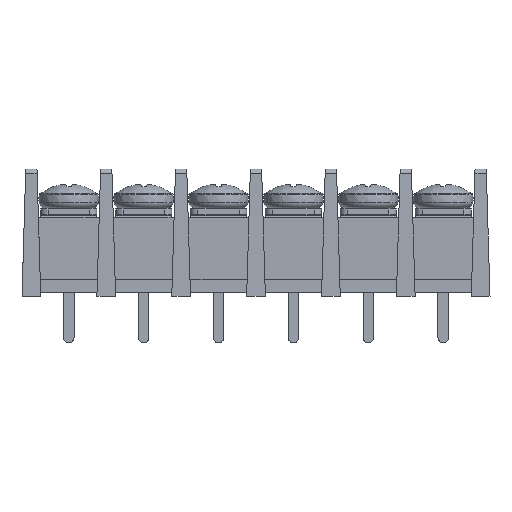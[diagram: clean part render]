
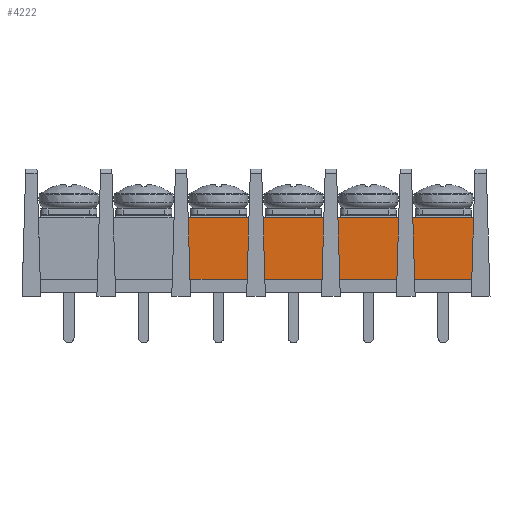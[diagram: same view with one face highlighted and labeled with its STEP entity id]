
A CAD part, front view. The second image highlights one B-rep face of the part: STEP entity #4222.
In plain terms, the highlighted planar face has unit normal (0, -1, 0).
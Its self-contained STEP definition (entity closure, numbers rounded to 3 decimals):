
#525=FACE_OUTER_BOUND('',#767,.T.);
#767=EDGE_LOOP('',(#3107,#3108,#3109,#3110));
#1089=LINE('',#7280,#1487);
#1102=LINE('',#7307,#1500);
#1103=LINE('',#7309,#1501);
#1104=LINE('',#7310,#1502);
#1487=VECTOR('',#5042,10.);
#1500=VECTOR('',#5063,10.);
#1501=VECTOR('',#5064,10.);
#1502=VECTOR('',#5065,10.);
#1876=VERTEX_POINT('',#7276);
#1878=VERTEX_POINT('',#7279);
#1888=VERTEX_POINT('',#7306);
#1889=VERTEX_POINT('',#7308);
#2346=EDGE_CURVE('',#1876,#1878,#1089,.T.);
#2359=EDGE_CURVE('',#1888,#1876,#1102,.T.);
#2360=EDGE_CURVE('',#1888,#1889,#1103,.T.);
#2361=EDGE_CURVE('',#1878,#1889,#1104,.T.);
#3107=ORIENTED_EDGE('',*,*,#2359,.F.);
#3108=ORIENTED_EDGE('',*,*,#2360,.T.);
#3109=ORIENTED_EDGE('',*,*,#2361,.F.);
#3110=ORIENTED_EDGE('',*,*,#2346,.F.);
#4051=PLANE('',#4492);
#4222=ADVANCED_FACE('',(#525),#4051,.T.);
#4492=AXIS2_PLACEMENT_3D('',#7305,#5061,#5062);
#5042=DIRECTION('',(1.,0.,0.));
#5061=DIRECTION('center_axis',(0.,-1.,0.));
#5062=DIRECTION('ref_axis',(0.,0.,-1.));
#5063=DIRECTION('',(-0.029,0.,1.));
#5064=DIRECTION('',(1.,0.,0.));
#5065=DIRECTION('',(0.,0.,-1.));
#7276=CARTESIAN_POINT('',(15.941,-5.65,10.5));
#7279=CARTESIAN_POINT('',(55.,-5.65,10.5));
#7280=CARTESIAN_POINT('',(-5.,-5.65,10.5));
#7305=CARTESIAN_POINT('Origin',(-5.,-5.65,10.5));
#7306=CARTESIAN_POINT('',(16.182,-5.65,2.3));
#7307=CARTESIAN_POINT('',(15.837,-5.65,14.058));
#7308=CARTESIAN_POINT('',(55.,-5.65,2.3));
#7309=CARTESIAN_POINT('',(-5.,-5.65,2.3));
#7310=CARTESIAN_POINT('',(55.,-5.65,2.3));
